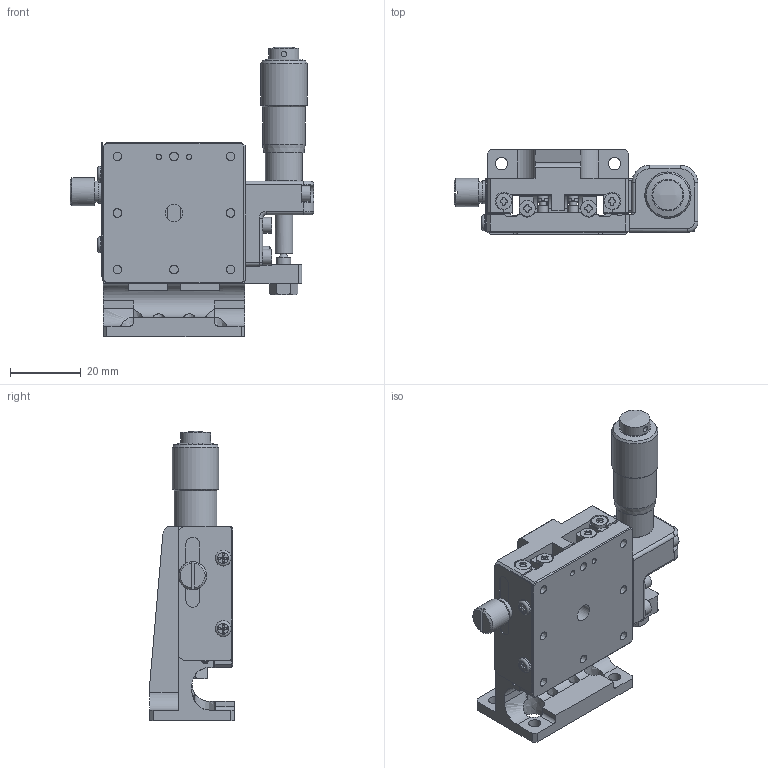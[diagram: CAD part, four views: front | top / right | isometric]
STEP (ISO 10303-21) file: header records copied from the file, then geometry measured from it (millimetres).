
FILE_DESCRIPTION((''),'2;1');
FILE_NAME('TSD-403RL.stp','2006-10-23T10:10:50',('okegawa'),(''),'Autodesk Inventor 11','Autodesk Inventor 11','');
FILE_SCHEMA(('AUTOMOTIVE_DESIGN { 1 0 10303 214 1 1 1 1 }'));
Length unit declared in the file: millimetre
Products named in the file (3): LCKD-403RL-C1-S09; LCKD-403RL-C1-S07; LCKD-403RL-C1-S08
Assembly tree (2 placements, depth 2):
  LCKD-403RL-C1-S09
    LCKD-403RL-C1-S07
    LCKD-403RL-C1-S08
Bounding box: 69 x 24 x 81.87 mm (x, y, z)
Volume: 38944.3 mm3; surface area: 24183.1 mm2
Topology: 12 solids, 24 shells, 693 faces, 1738 edges, 1134 vertices
Faces by surface type: plane 326, cylinder 167, bspline 118, cone 62, sphere 10, torus 10
Full cylindrical faces by diameter (mm): 1.6 x7, 1.8 x7, 2 x12, 2.113 x7, 2.459 x1, 2.6 x7, 3 x11, 3.1 x1, 3.242 x1, 4 x2, 4.3 x1, 4.5 x11, 4.6 x1, 5 x2, 6 x1, 6.5 x1, 7.3 x2, 7.5 x1, 8 x1, 8.5 x2, 9 x1, 9.9 x1, 10.5 x1, 10.7 x1, 11.5 x1, 12.1 x1, 13.1 x1
Entity records: 22268 total; most frequent: CARTESIAN_POINT 7346, DIRECTION 3004, ORIENTED_EDGE 2832, EDGE_CURVE 1416, AXIS2_PLACEMENT_3D 1171, EDGE_LOOP 1019, VERTEX_POINT 1010, FACE_OUTER_BOUND 690
